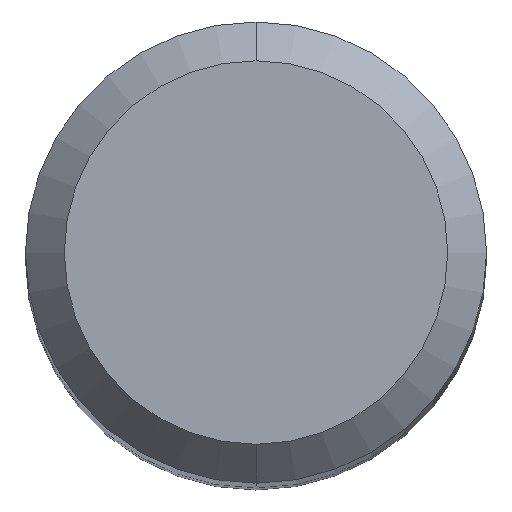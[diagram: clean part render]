
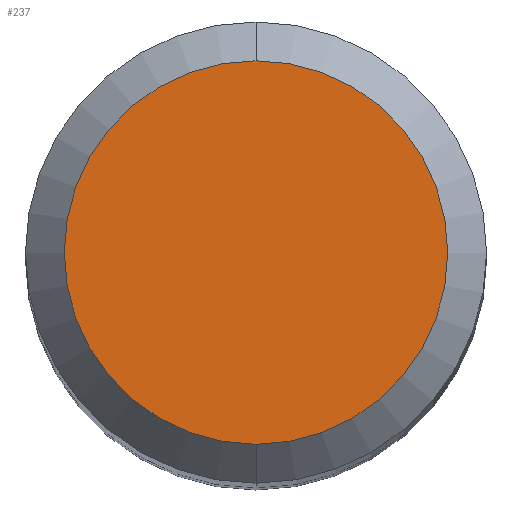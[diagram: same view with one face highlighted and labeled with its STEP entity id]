
A CAD part, top view. The second image highlights one B-rep face of the part: STEP entity #237.
In plain terms, the highlighted planar face has unit normal (0, 0, 1).
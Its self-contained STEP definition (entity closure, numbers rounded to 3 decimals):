
#14 = PLANE ( 'NONE',  #184 ) ;
#79 = CIRCLE ( 'NONE', #206, 3.95 ) ;
#88 = DIRECTION ( 'NONE',  ( 0., 1., 0. ) ) ;
#99 = DIRECTION ( 'NONE',  ( 0., 0., -1. ) ) ;
#113 = DIRECTION ( 'NONE',  ( 0., 0., -1. ) ) ;
#118 = ORIENTED_EDGE ( 'NONE', *, *, #294, .F. ) ;
#126 = CIRCLE ( 'NONE', #316, 3.95 ) ;
#152 = FACE_OUTER_BOUND ( 'NONE', #327, .T. ) ;
#178 = DIRECTION ( 'NONE',  ( 0., 1., 0. ) ) ;
#184 = AXIS2_PLACEMENT_3D ( 'NONE', #205, #113, #292 ) ;
#205 = CARTESIAN_POINT ( 'NONE',  ( 0., 0., 84. ) ) ;
#206 = AXIS2_PLACEMENT_3D ( 'NONE', #235, #99, #88 ) ;
#207 = EDGE_CURVE ( 'NONE', #296, #281, #126, .T. ) ;
#217 = ORIENTED_EDGE ( 'NONE', *, *, #207, .F. ) ;
#231 = CARTESIAN_POINT ( 'NONE',  ( 0., 3.95, 84. ) ) ;
#235 = CARTESIAN_POINT ( 'NONE',  ( 0., 0., 84. ) ) ;
#237 = ADVANCED_FACE ( 'NONE', ( #152 ), #14, .F. ) ;
#254 = CARTESIAN_POINT ( 'NONE',  ( 0., 0., 84. ) ) ;
#281 = VERTEX_POINT ( 'NONE', #330 ) ;
#292 = DIRECTION ( 'NONE',  ( 0., 1., 0. ) ) ;
#294 = EDGE_CURVE ( 'NONE', #281, #296, #79, .T. ) ;
#296 = VERTEX_POINT ( 'NONE', #231 ) ;
#311 = DIRECTION ( 'NONE',  ( 0., 0., -1. ) ) ;
#316 = AXIS2_PLACEMENT_3D ( 'NONE', #254, #311, #178 ) ;
#327 = EDGE_LOOP ( 'NONE', ( #217, #118 ) ) ;
#330 = CARTESIAN_POINT ( 'NONE',  ( 0., -3.95, 84. ) ) ;
